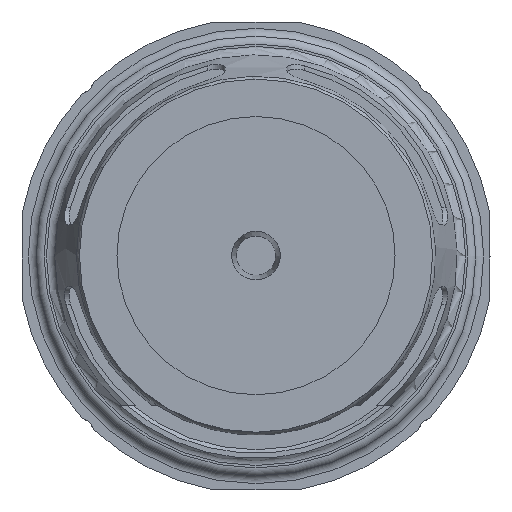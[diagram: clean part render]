
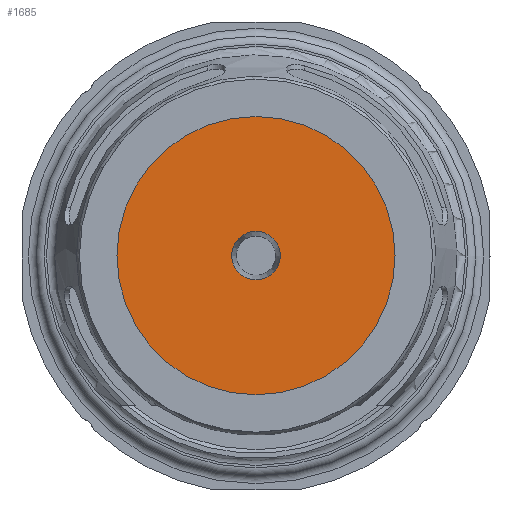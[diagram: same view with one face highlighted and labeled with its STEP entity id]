
A CAD part, top view. The second image highlights one B-rep face of the part: STEP entity #1685.
In plain terms, the highlighted planar face has unit normal (0, 0, 1).
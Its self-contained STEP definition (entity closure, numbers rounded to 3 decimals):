
#286=FACE_BOUND('',#459,.T.);
#340=FACE_OUTER_BOUND('',#458,.T.);
#458=EDGE_LOOP('',(#1358));
#459=EDGE_LOOP('',(#1359));
#610=CIRCLE('',#1895,15.75);
#611=CIRCLE('',#1897,2.75);
#780=VERTEX_POINT('',#3372);
#781=VERTEX_POINT('',#3376);
#989=EDGE_CURVE('',#780,#780,#610,.T.);
#990=EDGE_CURVE('',#781,#781,#611,.T.);
#1358=ORIENTED_EDGE('',*,*,#989,.T.);
#1359=ORIENTED_EDGE('',*,*,#990,.F.);
#1618=PLANE('',#1896);
#1685=ADVANCED_FACE('',(#340,#286),#1618,.T.);
#1895=AXIS2_PLACEMENT_3D('',#3374,#2277,#2278);
#1896=AXIS2_PLACEMENT_3D('',#3375,#2279,#2280);
#1897=AXIS2_PLACEMENT_3D('',#3377,#2281,#2282);
#2277=DIRECTION('center_axis',(0.,0.,1.));
#2278=DIRECTION('ref_axis',(1.,0.,0.));
#2279=DIRECTION('center_axis',(0.,0.,1.));
#2280=DIRECTION('ref_axis',(1.,0.,0.));
#2281=DIRECTION('center_axis',(0.,0.,1.));
#2282=DIRECTION('ref_axis',(1.,0.,0.));
#3372=CARTESIAN_POINT('',(15.75,0.,24.));
#3374=CARTESIAN_POINT('Origin',(0.,0.,24.));
#3375=CARTESIAN_POINT('Origin',(0.,0.,24.));
#3376=CARTESIAN_POINT('',(-2.75,0.,24.));
#3377=CARTESIAN_POINT('Origin',(0.,0.,24.));
